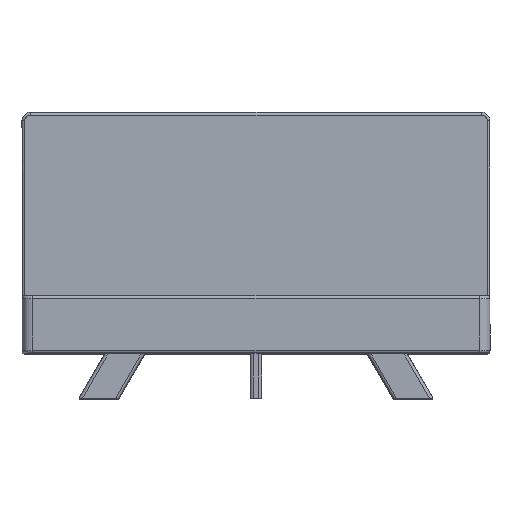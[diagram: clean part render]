
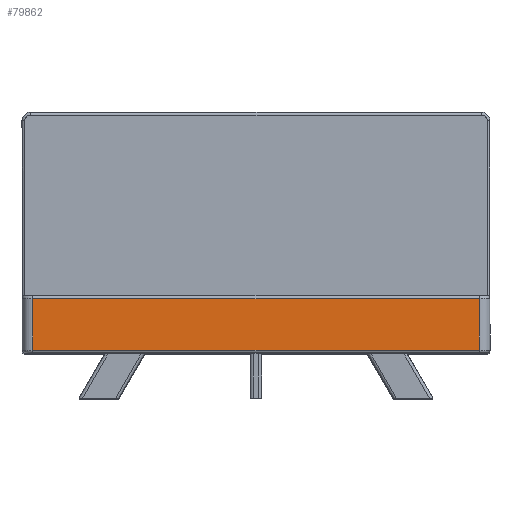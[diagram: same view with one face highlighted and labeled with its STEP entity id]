
A CAD part, top view. The second image highlights one B-rep face of the part: STEP entity #79862.
In plain terms, the highlighted planar face has unit normal (0, 0, 1).
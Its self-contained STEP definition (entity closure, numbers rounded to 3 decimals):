
#2894 = EDGE_CURVE ( 'NONE', #60860, #111375, #81033, .T. ) ;
#6385 = VECTOR ( 'NONE', #91841, 1000. ) ;
#7849 = CARTESIAN_POINT ( 'NONE',  ( -779.5, 349.9, 2080.5 ) ) ;
#8225 = CARTESIAN_POINT ( 'NONE',  ( -817.5, 169.9, 2080.5 ) ) ;
#8460 = ORIENTED_EDGE ( 'NONE', *, *, #2894, .T. ) ;
#14289 = CARTESIAN_POINT ( 'NONE',  ( -817.5, 359.9, 2080.5 ) ) ;
#16367 = EDGE_LOOP ( 'NONE', ( #121589, #63587, #8460, #95768 ) ) ;
#22576 = EDGE_CURVE ( 'NONE', #37808, #60860, #93899, .T. ) ;
#28950 = CARTESIAN_POINT ( 'NONE',  ( 779.5, 359.9, 2080.5 ) ) ;
#31810 = DIRECTION ( 'NONE',  ( 0., -1., 0. ) ) ;
#37808 = VERTEX_POINT ( 'NONE', #114393 ) ;
#50699 = DIRECTION ( 'NONE',  ( 1., 0., 0. ) ) ;
#57442 = PLANE ( 'NONE',  #86772 ) ;
#58030 = VECTOR ( 'NONE', #70760, 1000. ) ;
#60860 = VERTEX_POINT ( 'NONE', #90006 ) ;
#61639 = LINE ( 'NONE', #69912, #6385 ) ;
#63587 = ORIENTED_EDGE ( 'NONE', *, *, #22576, .T. ) ;
#69912 = CARTESIAN_POINT ( 'NONE',  ( -817.5, 349.9, 2080.5 ) ) ;
#70760 = DIRECTION ( 'NONE',  ( 0., 1., 0. ) ) ;
#75376 = FACE_OUTER_BOUND ( 'NONE', #16367, .T. ) ;
#76352 = CARTESIAN_POINT ( 'NONE',  ( -779.5, 359.9, 2080.5 ) ) ;
#77304 = VECTOR ( 'NONE', #31810, 1000. ) ;
#77602 = VERTEX_POINT ( 'NONE', #7849 ) ;
#79862 = ADVANCED_FACE ( 'NONE', ( #75376 ), #57442, .F. ) ;
#81033 = LINE ( 'NONE', #28950, #58030 ) ;
#85159 = CARTESIAN_POINT ( 'NONE',  ( 779.5, 349.9, 2080.5 ) ) ;
#86333 = DIRECTION ( 'NONE',  ( 0., 0., -1. ) ) ;
#86772 = AXIS2_PLACEMENT_3D ( 'NONE', #14289, #86333, #128188 ) ;
#90006 = CARTESIAN_POINT ( 'NONE',  ( 779.5, 169.9, 2080.5 ) ) ;
#91841 = DIRECTION ( 'NONE',  ( -1., 0., 0. ) ) ;
#93899 = LINE ( 'NONE', #8225, #132277 ) ;
#95768 = ORIENTED_EDGE ( 'NONE', *, *, #135587, .T. ) ;
#111375 = VERTEX_POINT ( 'NONE', #85159 ) ;
#114393 = CARTESIAN_POINT ( 'NONE',  ( -779.5, 169.9, 2080.5 ) ) ;
#116840 = LINE ( 'NONE', #76352, #77304 ) ;
#120080 = EDGE_CURVE ( 'NONE', #77602, #37808, #116840, .T. ) ;
#121589 = ORIENTED_EDGE ( 'NONE', *, *, #120080, .T. ) ;
#128188 = DIRECTION ( 'NONE',  ( 0., 1., 0. ) ) ;
#132277 = VECTOR ( 'NONE', #50699, 1000. ) ;
#135587 = EDGE_CURVE ( 'NONE', #111375, #77602, #61639, .T. ) ;
